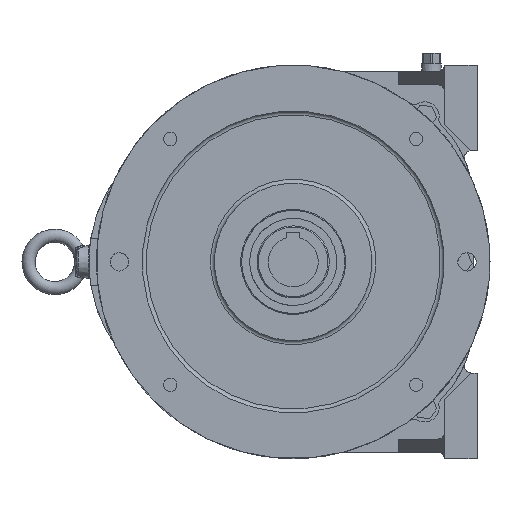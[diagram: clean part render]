
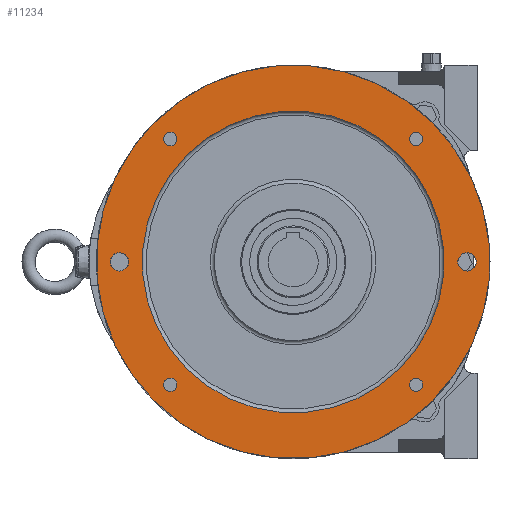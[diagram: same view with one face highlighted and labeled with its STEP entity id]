
A CAD part, left-side view. The second image highlights one B-rep face of the part: STEP entity #11234.
In plain terms, the highlighted planar face has unit normal (-1, 0, 0).
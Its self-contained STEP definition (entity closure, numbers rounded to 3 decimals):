
#212 = CIRCLE ( 'NONE', #6583, 5.1 ) ;
#370 = VERTEX_POINT ( 'NONE', #1891 ) ;
#437 = DIRECTION ( 'NONE',  ( 0., -0.707, 0.707 ) ) ;
#497 = DIRECTION ( 'NONE',  ( 0., -0.707, 0.707 ) ) ;
#806 = AXIS2_PLACEMENT_3D ( 'NONE', #2021, #5555, #497 ) ;
#1891 = CARTESIAN_POINT ( 'NONE',  ( -177., 49.335, 97.298 ) ) ;
#1903 = FACE_BOUND ( 'NONE', #15554, .T. ) ;
#1969 = DIRECTION ( 'NONE',  ( -1., 0., 0. ) ) ;
#2021 = CARTESIAN_POINT ( 'NONE',  ( -177., -146.816, -106.066 ) ) ;
#2106 = EDGE_CURVE ( 'NONE', #19463, #19463, #7619, .T. ) ;
#2413 = ORIENTED_EDGE ( 'NONE', *, *, #20935, .F. ) ;
#2916 = VERTEX_POINT ( 'NONE', #18609 ) ;
#2940 = EDGE_LOOP ( 'NONE', ( #4401 ) ) ;
#3403 = AXIS2_PLACEMENT_3D ( 'NONE', #22342, #18808, #437 ) ;
#3597 = DIRECTION ( 'NONE',  ( -1., 0., 0. ) ) ;
#3667 = FACE_BOUND ( 'NONE', #22423, .T. ) ;
#4019 = FACE_BOUND ( 'NONE', #22300, .T. ) ;
#4047 = CIRCLE ( 'NONE', #16480, 7. ) ;
#4401 = ORIENTED_EDGE ( 'NONE', *, *, #7080, .F. ) ;
#4770 = EDGE_LOOP ( 'NONE', ( #11918 ) ) ;
#5555 = DIRECTION ( 'NONE',  ( -1., 0., 0. ) ) ;
#5651 = DIRECTION ( 'NONE',  ( -1., 0., 0. ) ) ;
#6176 = CARTESIAN_POINT ( 'NONE',  ( -177., -134.442, -93.692 ) ) ;
#6583 = AXIS2_PLACEMENT_3D ( 'NONE', #19304, #21183, #23185 ) ;
#6902 = ORIENTED_EDGE ( 'NONE', *, *, #7785, .F. ) ;
#7080 = EDGE_CURVE ( 'NONE', #10945, #10945, #18726, .T. ) ;
#7193 = CARTESIAN_POINT ( 'NONE',  ( -177., -173.25, 7. ) ) ;
#7619 = CIRCLE ( 'NONE', #15906, 5.1 ) ;
#7711 = EDGE_CURVE ( 'NONE', #17931, #17931, #212, .T. ) ;
#7785 = EDGE_CURVE ( 'NONE', #370, #370, #8109, .T. ) ;
#8109 = CIRCLE ( 'NONE', #8470, 5.1 ) ;
#8470 = AXIS2_PLACEMENT_3D ( 'NONE', #9040, #1969, #11374 ) ;
#8556 = AXIS2_PLACEMENT_3D ( 'NONE', #19947, #14155, #16291 ) ;
#9040 = CARTESIAN_POINT ( 'NONE',  ( -177., 52.942, 93.692 ) ) ;
#9124 = ORIENTED_EDGE ( 'NONE', *, *, #11088, .T. ) ;
#9860 = VERTEX_POINT ( 'NONE', #11867 ) ;
#10187 = ORIENTED_EDGE ( 'NONE', *, *, #7711, .F. ) ;
#10724 = FACE_BOUND ( 'NONE', #4770, .T. ) ;
#10849 = FACE_BOUND ( 'NONE', #17523, .T. ) ;
#10930 = VERTEX_POINT ( 'NONE', #18137 ) ;
#10945 = VERTEX_POINT ( 'NONE', #7193 ) ;
#10956 = FACE_BOUND ( 'NONE', #14254, .T. ) ;
#11066 = DIRECTION ( 'NONE',  ( 0., -0.707, 0.707 ) ) ;
#11088 = EDGE_CURVE ( 'NONE', #14706, #14706, #22615, .T. ) ;
#11234 = ADVANCED_FACE ( 'NONE', ( #3667, #20289, #10956, #10849, #10724, #1903, #17946, #4019 ), #18167, .T. ) ;
#11374 = DIRECTION ( 'NONE',  ( 0., -0.707, 0.707 ) ) ;
#11581 = DIRECTION ( 'NONE',  ( 0., -0.707, 0.707 ) ) ;
#11867 = CARTESIAN_POINT ( 'NONE',  ( -177., -138.048, -90.085 ) ) ;
#11918 = ORIENTED_EDGE ( 'NONE', *, *, #21059, .F. ) ;
#12314 = EDGE_LOOP ( 'NONE', ( #9124 ) ) ;
#12622 = CIRCLE ( 'NONE', #22054, 115. ) ;
#13111 = DIRECTION ( 'NONE',  ( -1., 0., 0. ) ) ;
#14155 = DIRECTION ( 'NONE',  ( -1., 0., 0. ) ) ;
#14254 = EDGE_LOOP ( 'NONE', ( #6902 ) ) ;
#14367 = CARTESIAN_POINT ( 'NONE',  ( -177., 49.335, -90.085 ) ) ;
#14706 = VERTEX_POINT ( 'NONE', #21798 ) ;
#15554 = EDGE_LOOP ( 'NONE', ( #21759 ) ) ;
#15906 = AXIS2_PLACEMENT_3D ( 'NONE', #21808, #5651, #11066 ) ;
#16207 = DIRECTION ( 'NONE',  ( 0., 0., 1. ) ) ;
#16291 = DIRECTION ( 'NONE',  ( 0., 0., 1. ) ) ;
#16480 = AXIS2_PLACEMENT_3D ( 'NONE', #18324, #17984, #16207 ) ;
#17523 = EDGE_LOOP ( 'NONE', ( #10187 ) ) ;
#17605 = EDGE_CURVE ( 'NONE', #10930, #10930, #12622, .T. ) ;
#17609 = CIRCLE ( 'NONE', #19882, 5.1 ) ;
#17931 = VERTEX_POINT ( 'NONE', #14367 ) ;
#17933 = ORIENTED_EDGE ( 'NONE', *, *, #17605, .F. ) ;
#17946 = FACE_OUTER_BOUND ( 'NONE', #12314, .T. ) ;
#17984 = DIRECTION ( 'NONE',  ( -1., 0., 0. ) ) ;
#18137 = CARTESIAN_POINT ( 'NONE',  ( -177., -122.067, 81.317 ) ) ;
#18167 = PLANE ( 'NONE',  #806 ) ;
#18324 = CARTESIAN_POINT ( 'NONE',  ( -177., 91.75, 0. ) ) ;
#18609 = CARTESIAN_POINT ( 'NONE',  ( -177., 91.75, 7. ) ) ;
#18726 = CIRCLE ( 'NONE', #8556, 7. ) ;
#18808 = DIRECTION ( 'NONE',  ( -1., 0., 0. ) ) ;
#19304 = CARTESIAN_POINT ( 'NONE',  ( -177., 52.942, -93.692 ) ) ;
#19463 = VERTEX_POINT ( 'NONE', #19579 ) ;
#19579 = CARTESIAN_POINT ( 'NONE',  ( -177., -138.048, 97.298 ) ) ;
#19765 = CARTESIAN_POINT ( 'NONE',  ( -177., -40.75, 0. ) ) ;
#19882 = AXIS2_PLACEMENT_3D ( 'NONE', #6176, #13111, #11581 ) ;
#19947 = CARTESIAN_POINT ( 'NONE',  ( -177., -173.25, 0. ) ) ;
#20289 = FACE_BOUND ( 'NONE', #2940, .T. ) ;
#20935 = EDGE_CURVE ( 'NONE', #2916, #2916, #4047, .T. ) ;
#21059 = EDGE_CURVE ( 'NONE', #9860, #9860, #17609, .T. ) ;
#21183 = DIRECTION ( 'NONE',  ( -1., 0., 0. ) ) ;
#21759 = ORIENTED_EDGE ( 'NONE', *, *, #2106, .F. ) ;
#21764 = DIRECTION ( 'NONE',  ( 0., -0.707, 0.707 ) ) ;
#21798 = CARTESIAN_POINT ( 'NONE',  ( -177., -146.816, 106.066 ) ) ;
#21808 = CARTESIAN_POINT ( 'NONE',  ( -177., -134.442, 93.692 ) ) ;
#22054 = AXIS2_PLACEMENT_3D ( 'NONE', #19765, #3597, #21764 ) ;
#22300 = EDGE_LOOP ( 'NONE', ( #17933 ) ) ;
#22342 = CARTESIAN_POINT ( 'NONE',  ( -177., -40.75, 0. ) ) ;
#22423 = EDGE_LOOP ( 'NONE', ( #2413 ) ) ;
#22615 = CIRCLE ( 'NONE', #3403, 150. ) ;
#23185 = DIRECTION ( 'NONE',  ( 0., -0.707, 0.707 ) ) ;
